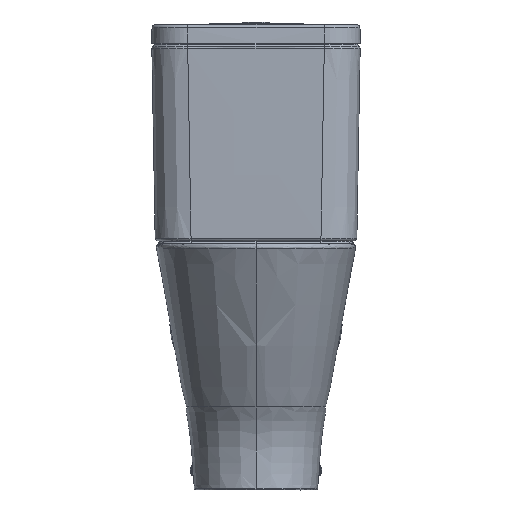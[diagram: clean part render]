
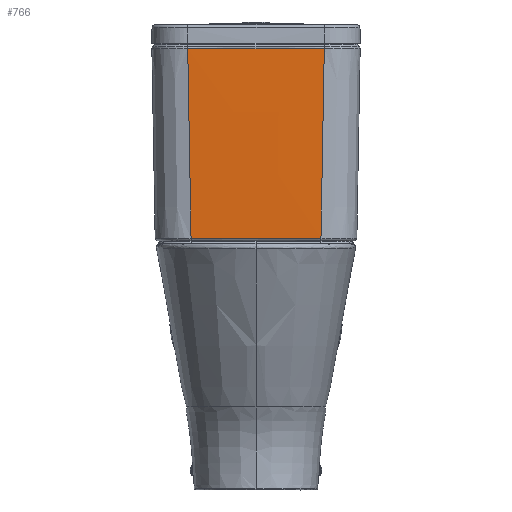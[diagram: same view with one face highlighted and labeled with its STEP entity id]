
A CAD part, front view. The second image highlights one B-rep face of the part: STEP entity #766.
In plain terms, the highlighted free-form (B-spline) face has degree [3, 3] with [4, 4] control points.
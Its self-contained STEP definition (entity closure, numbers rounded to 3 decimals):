
#766=ADVANCED_FACE('',(#3539),#43624,.T.);
#3539=FACE_OUTER_BOUND('',#6313,.T.);
#6313=EDGE_LOOP('',(#9653,#9654,#9655,#9656));
#9653=ORIENTED_EDGE('',*,*,#23215,.T.);
#9654=ORIENTED_EDGE('',*,*,#22933,.F.);
#9655=ORIENTED_EDGE('',*,*,#23210,.F.);
#9656=ORIENTED_EDGE('',*,*,#23209,.F.);
#22933=EDGE_CURVE('',#37895,#37893,#34957,.T.);
#23209=EDGE_CURVE('',#38037,#38034,#30507,.T.);
#23210=EDGE_CURVE('',#38034,#37895,#30508,.T.);
#23215=EDGE_CURVE('',#38037,#37893,#30513,.T.);
#30507=B_SPLINE_CURVE_WITH_KNOTS('',3,(#61370,#61371,#61372,#61373),
 .UNSPECIFIED.,.F.,.F.,(4,4),(-3.3,-2.655),
 .UNSPECIFIED.);
#30508=B_SPLINE_CURVE_WITH_KNOTS('',3,(#61374,#61375,#61376,#61377,#61378,
#61379,#61380,#61381,#61382,#61383),.UNSPECIFIED.,.F.,.F.,(4,2,2,2,4),(4.,
4.267,4.308,4.616,5.),.UNSPECIFIED.);
#30513=B_SPLINE_CURVE_WITH_KNOTS('',3,(#61451,#61452,#61453,#61454,#61455,
#61456,#61457,#61458,#61459,#61460),.UNSPECIFIED.,.F.,.F.,(4,2,2,2,4),(-3.,
-2.616,-2.308,-2.269,-2.),
 .UNSPECIFIED.);
#34957=(
BOUNDED_CURVE()
B_SPLINE_CURVE(3,(#59852,#59853,#59854,#59855),.UNSPECIFIED.,.F.,.F.)
B_SPLINE_CURVE_WITH_KNOTS((4,4),(0.,1.),.UNSPECIFIED.)
CURVE()
GEOMETRIC_REPRESENTATION_ITEM()
RATIONAL_B_SPLINE_CURVE((1.,1.,1.,1.))
REPRESENTATION_ITEM('')
);
#37893=VERTEX_POINT('',#59176);
#37895=VERTEX_POINT('',#59178);
#38034=VERTEX_POINT('',#59317);
#38037=VERTEX_POINT('',#59320);
#43624=(
BOUNDED_SURFACE()
B_SPLINE_SURFACE(3,3,((#59041,#59042,#59043,#59044),(#59045,#59046,#59047,
#59048),(#59049,#59050,#59051,#59052),(#59053,#59054,#59055,#59056)),
 .UNSPECIFIED.,.F.,.F.,.F.)
B_SPLINE_SURFACE_WITH_KNOTS((4,4),(4,4),(0.168,0.832),
(0.03,0.976),.UNSPECIFIED.)
GEOMETRIC_REPRESENTATION_ITEM()
RATIONAL_B_SPLINE_SURFACE(((1.,1.,1.,1.),(1.,1.,1.,1.),(1.,1.,1.,1.),(1.,
1.,1.,1.)))
REPRESENTATION_ITEM('')
SURFACE()
);
#59041=CARTESIAN_POINT('',(123.409,-151.464,790.354));
#59042=CARTESIAN_POINT('',(122.095,-148.996,676.866));
#59043=CARTESIAN_POINT('',(120.781,-146.527,563.378));
#59044=CARTESIAN_POINT('',(119.467,-144.059,449.89));
#59045=CARTESIAN_POINT('',(41.145,-152.636,790.354));
#59046=CARTESIAN_POINT('',(40.707,-150.155,676.866));
#59047=CARTESIAN_POINT('',(40.268,-147.675,563.379));
#59048=CARTESIAN_POINT('',(39.83,-145.194,449.891));
#59049=CARTESIAN_POINT('',(-41.145,-152.636,790.354));
#59050=CARTESIAN_POINT('',(-40.707,-150.155,676.866));
#59051=CARTESIAN_POINT('',(-40.268,-147.675,563.379));
#59052=CARTESIAN_POINT('',(-39.83,-145.194,449.891));
#59053=CARTESIAN_POINT('',(-123.409,-151.464,790.354));
#59054=CARTESIAN_POINT('',(-122.095,-148.996,676.866));
#59055=CARTESIAN_POINT('',(-120.781,-146.527,563.378));
#59056=CARTESIAN_POINT('',(-119.467,-144.059,449.89));
#59176=CARTESIAN_POINT('',(121.923,-151.441,788.323));
#59178=CARTESIAN_POINT('',(-121.923,-151.441,788.323));
#59317=CARTESIAN_POINT('',(-115.999,-144.108,449.89));
#59320=CARTESIAN_POINT('',(115.999,-144.108,449.89));
#59852=CARTESIAN_POINT('',(-121.923,-151.441,788.323));
#59853=CARTESIAN_POINT('',(-40.646,-152.585,788.323));
#59854=CARTESIAN_POINT('',(40.646,-152.585,788.323));
#59855=CARTESIAN_POINT('',(121.923,-151.441,788.323));
#61370=CARTESIAN_POINT('',(115.999,-144.108,449.89));
#61371=CARTESIAN_POINT('',(38.674,-145.177,449.891));
#61372=CARTESIAN_POINT('',(-38.674,-145.177,449.891));
#61373=CARTESIAN_POINT('',(-115.999,-144.108,449.89));
#61374=CARTESIAN_POINT('',(-115.999,-144.108,449.89));
#61375=CARTESIAN_POINT('',(-116.527,-144.761,480.064));
#61376=CARTESIAN_POINT('',(-117.056,-145.415,510.237));
#61377=CARTESIAN_POINT('',(-117.664,-146.168,544.984));
#61378=CARTESIAN_POINT('',(-117.744,-146.267,549.558));
#61379=CARTESIAN_POINT('',(-118.432,-147.119,588.879));
#61380=CARTESIAN_POINT('',(-119.04,-147.872,623.627));
#61381=CARTESIAN_POINT('',(-120.406,-149.564,701.69));
#61382=CARTESIAN_POINT('',(-121.164,-150.502,745.007));
#61383=CARTESIAN_POINT('',(-121.923,-151.441,788.323));
#61451=CARTESIAN_POINT('',(115.999,-144.108,449.89));
#61452=CARTESIAN_POINT('',(116.757,-145.046,493.207));
#61453=CARTESIAN_POINT('',(117.516,-145.985,536.524));
#61454=CARTESIAN_POINT('',(118.882,-147.676,614.587));
#61455=CARTESIAN_POINT('',(119.49,-148.429,649.335));
#61456=CARTESIAN_POINT('',(120.175,-149.278,688.486));
#61457=CARTESIAN_POINT('',(120.252,-149.373,692.891));
#61458=CARTESIAN_POINT('',(120.86,-150.126,727.638));
#61459=CARTESIAN_POINT('',(121.391,-150.783,757.981));
#61460=CARTESIAN_POINT('',(121.923,-151.441,788.323));
